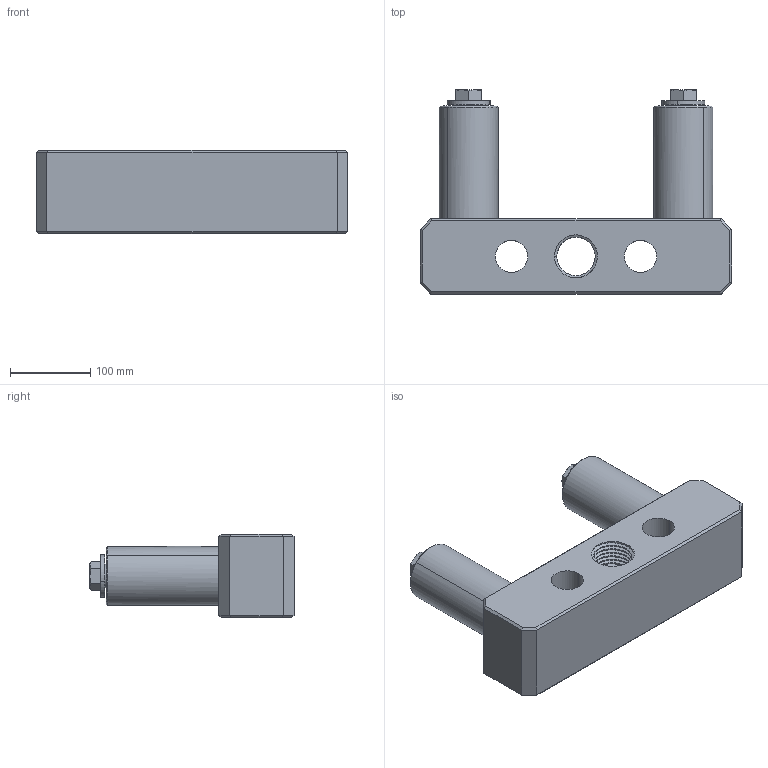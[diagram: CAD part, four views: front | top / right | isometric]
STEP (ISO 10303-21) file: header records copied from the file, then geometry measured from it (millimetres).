
FILE_DESCRIPTION(('FreeCAD Model'),'2;1');
FILE_NAME('Open CASCADE Shape Model','2025-05-04T09:27:42',('FreeCAD'),( 'FreeCAD'),'Open CASCADE STEP processor 7.6','FreeCAD','Unknown');
FILE_SCHEMA(('AUTOMOTIVE_DESIGN { 1 0 10303 214 1 1 1 1 }'));
Length unit declared in the file: millimetre
Products named in the file (1): Open CASCADE STEP translator 7.6 1
Bounding box: 389.01 x 254.87 x 104.63 mm (x, y, z)
Volume: 4470146.9 mm3; surface area: 445148.2 mm2
Topology: 45 solids, 45 shells, 494 faces, 1235 edges, 805 vertices
Faces by surface type: bspline 494
Entity records: 24650 total; most frequent: CARTESIAN_POINT 17814, ORIENTED_EDGE 2398, EDGE_CURVE 1199, VERTEX_POINT 805, FACE_BOUND 594, EDGE_LOOP 594, B_SPLINE_CURVE_WITH_KNOTS 527, ADVANCED_FACE 494
